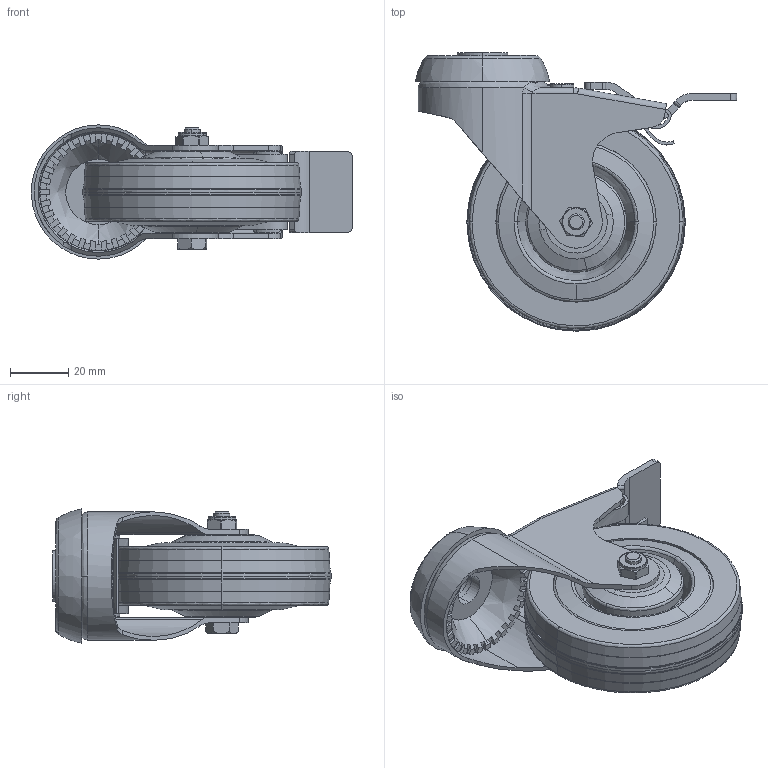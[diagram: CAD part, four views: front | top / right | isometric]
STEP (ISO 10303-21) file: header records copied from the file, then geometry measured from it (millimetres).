
FILE_DESCRIPTION (( 'STEP AP203' ), '1' );
FILE_NAME ('AL-SChgb93.STEP', '2025-02-27T11:17:39', ( '' ), ( '' ), 'SwSTEP 2.0', 'SolidWorks 2021', '' );
FILE_SCHEMA (( 'CONFIG_CONTROL_DESIGN' ));
Length unit declared in the file: millimetre
Products named in the file (1): AL-SChgb93
Bounding box: 110.09 x 95.45 x 46 mm (x, y, z)
Volume: 98576.9 mm3; surface area: 65581.9 mm2
Topology: 12 solids, 12 shells, 454 faces, 1173 edges, 749 vertices
Faces by surface type: plane 231, cylinder 108, bspline 68, cone 47
Entity records: 16681 total; most frequent: CARTESIAN_POINT 6095, ORIENTED_EDGE 2346, DIRECTION 2047, EDGE_CURVE 1173, AXIS2_PLACEMENT_3D 767, VERTEX_POINT 749, LINE 513, VECTOR 513
